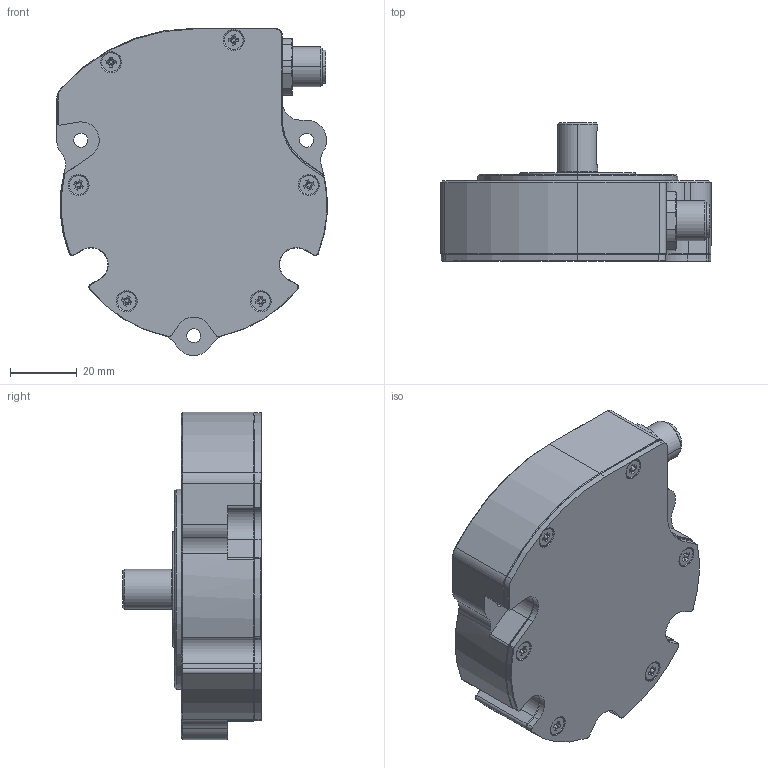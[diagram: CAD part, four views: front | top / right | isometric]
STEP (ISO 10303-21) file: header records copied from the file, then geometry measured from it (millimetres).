
FILE_DESCRIPTION (( 'STEP AP203' ), '1' );
FILE_NAME ('M068_LP35-S-Z-XP-S12-28-SI-SM12-T0.STEP', '2018-07-13T06:53:12', ( '' ), ( '' ), 'SwSTEP 2.0', 'SolidWorks 2016', '' );
FILE_SCHEMA (( 'CONFIG_CONTROL_DESIGN' ));
Length unit declared in the file: millimetre
Products named in the file (1): M068_LP35-S-Z-XP-S12-28-SI-SM12-T0
Bounding box: 80.97 x 41.5 x 98 mm (x, y, z)
Surface area: 33308.5 mm2 (no closed solid volume)
Topology: 0 solids, 19 shells, 409 faces, 1121 edges, 738 vertices
Faces by surface type: plane 160, cylinder 139, cone 106, torus 4
Entity records: 13104 total; most frequent: CARTESIAN_POINT 2406, DIRECTION 2388, ORIENTED_EDGE 2009, EDGE_CURVE 1121, AXIS2_PLACEMENT_3D 882, VERTEX_POINT 738, VECTOR 624, LINE 624
